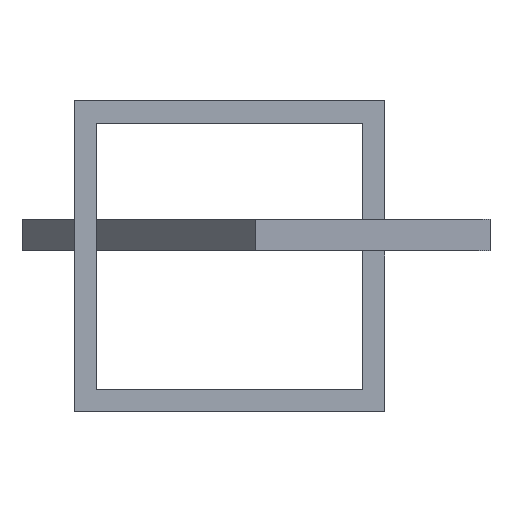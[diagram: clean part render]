
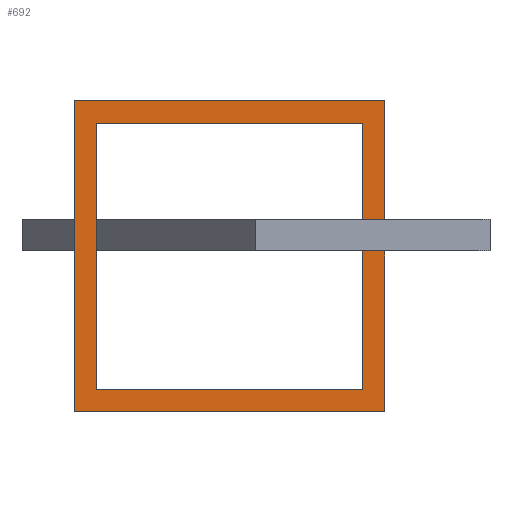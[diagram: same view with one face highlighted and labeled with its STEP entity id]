
A CAD part, front view. The second image highlights one B-rep face of the part: STEP entity #692.
In plain terms, the highlighted planar face has unit normal (0, -1, 0).
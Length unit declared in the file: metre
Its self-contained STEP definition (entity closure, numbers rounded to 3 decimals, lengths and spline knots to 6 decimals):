
#42=ORIENTED_EDGE('',*,*,#234,.F.);
#43=ORIENTED_EDGE('',*,*,#225,.F.);
#44=ORIENTED_EDGE('',*,*,#235,.T.);
#45=ORIENTED_EDGE('',*,*,#236,.T.);
#46=ORIENTED_EDGE('',*,*,#237,.F.);
#47=ORIENTED_EDGE('',*,*,#238,.T.);
#48=ORIENTED_EDGE('',*,*,#239,.T.);
#49=ORIENTED_EDGE('',*,*,#240,.F.);
#225=EDGE_CURVE('',#321,#318,#383,.T.);
#234=EDGE_CURVE('',#318,#330,#392,.T.);
#235=EDGE_CURVE('',#321,#331,#393,.T.);
#236=EDGE_CURVE('',#331,#330,#394,.T.);
#237=EDGE_CURVE('',#332,#333,#395,.T.);
#238=EDGE_CURVE('',#332,#334,#396,.T.);
#239=EDGE_CURVE('',#334,#335,#397,.T.);
#240=EDGE_CURVE('',#333,#335,#398,.T.);
#318=VERTEX_POINT('',#959);
#321=VERTEX_POINT('',#964);
#330=VERTEX_POINT('',#985);
#331=VERTEX_POINT('',#987);
#332=VERTEX_POINT('',#990);
#333=VERTEX_POINT('',#991);
#334=VERTEX_POINT('',#993);
#335=VERTEX_POINT('',#995);
#383=LINE('',#965,#479);
#392=LINE('',#984,#488);
#393=LINE('',#986,#489);
#394=LINE('',#988,#490);
#395=LINE('',#989,#491);
#396=LINE('',#992,#492);
#397=LINE('',#994,#493);
#398=LINE('',#996,#494);
#479=VECTOR('',#793,1.);
#488=VECTOR('',#806,1.);
#489=VECTOR('',#807,1.);
#490=VECTOR('',#808,1.);
#491=VECTOR('',#809,1.);
#492=VECTOR('',#810,1.);
#493=VECTOR('',#811,1.);
#494=VECTOR('',#812,1.);
#575=EDGE_LOOP('',(#42,#43,#44,#45));
#576=EDGE_LOOP('',(#46,#47,#48,#49));
#617=FACE_BOUND('',#575,.T.);
#618=FACE_BOUND('',#576,.T.);
#658=PLANE('',#752);
#692=ADVANCED_FACE('',(#617,#618),#658,.T.);
#752=AXIS2_PLACEMENT_3D('',#983,#804,#805);
#793=DIRECTION('',(0.,0.,-1.));
#804=DIRECTION('',(0.,-1.,0.));
#805=DIRECTION('',(1.,0.,0.));
#806=DIRECTION('',(-1.,0.,0.));
#807=DIRECTION('',(-1.,0.,0.));
#808=DIRECTION('',(0.,0.,-1.));
#809=DIRECTION('',(0.,0.,1.));
#810=DIRECTION('',(-1.,0.,0.));
#811=DIRECTION('',(0.,0.,1.));
#812=DIRECTION('',(-1.,0.,0.));
#959=CARTESIAN_POINT('',(0.035,-0.035,0.));
#964=CARTESIAN_POINT('',(0.035,-0.035,0.07));
#965=CARTESIAN_POINT('',(0.035,-0.035,0.07));
#983=CARTESIAN_POINT('',(0.,-0.035,0.07));
#984=CARTESIAN_POINT('',(0.,-0.035,0.));
#985=CARTESIAN_POINT('',(-0.035,-0.035,0.));
#986=CARTESIAN_POINT('',(0.,-0.035,0.07));
#987=CARTESIAN_POINT('',(-0.035,-0.035,0.07));
#988=CARTESIAN_POINT('',(-0.035,-0.035,0.07));
#989=CARTESIAN_POINT('',(0.03,-0.035,0.034792));
#990=CARTESIAN_POINT('',(0.03,-0.035,0.004792));
#991=CARTESIAN_POINT('',(0.03,-0.035,0.064792));
#992=CARTESIAN_POINT('',(0.,-0.035,0.004792));
#993=CARTESIAN_POINT('',(-0.03,-0.035,0.004792));
#994=CARTESIAN_POINT('',(-0.03,-0.035,0.034792));
#995=CARTESIAN_POINT('',(-0.03,-0.035,0.064792));
#996=CARTESIAN_POINT('',(0.,-0.035,0.064792));
